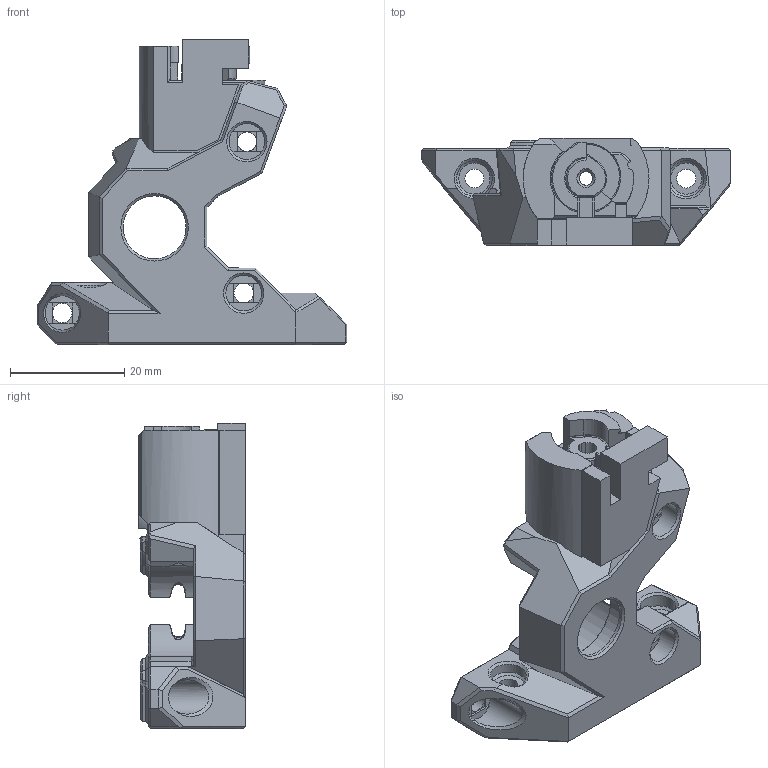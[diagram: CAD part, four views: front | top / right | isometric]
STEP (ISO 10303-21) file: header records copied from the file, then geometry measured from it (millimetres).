
FILE_DESCRIPTION(/* description */ (''),/* implementation_level */ '2;1');
FILE_NAME(/* name */ 'Wristwatch_G2 - with UBBI modeled in v6.step',/* time_stamp */ '2025-07-30T19:47:02-04:00',/* author */ (''),/* organization */ (''),/* preprocessor_version */ 'ST-DEVELOPER v20.1',/* originating_system */ 'Autodesk Translation Framework v14.10.0.0',/* authorisation */ '');
FILE_SCHEMA (('AUTOMOTIVE_DESIGN { 1 0 10303 214 3 1 1 }'));
Length unit declared in the file: millimetre
Products named in the file (4): Wristwatch_G2; Wristwatch G2; Front_Body; Front_Body_ECAS_HS
Assembly tree (3 placements, depth 4):
  Wristwatch_G2
    Wristwatch G2
      Front_Body
        Front_Body_ECAS_HS
Bounding box: 54.06 x 18.64 x 53.3 mm (x, y, z)
Volume: 16285.2 mm3; surface area: 8867.7 mm2
Topology: 2 solids, 2 shells, 435 faces, 1138 edges, 717 vertices
Faces by surface type: plane 301, cylinder 55, cone 48, bspline 16, torus 11, sphere 4
Full cylindrical faces by diameter (mm): 1.5 x1, 2.4 x2, 3 x1, 3.2 x1, 3.3 x2, 3.4 x3, 3.85 x2, 4.4 x1, 4.7 x1, 6 x1, 6.25 x4, 11 x1, 14.2 x1
Entity records: 14635 total; most frequent: CARTESIAN_POINT 3878, ORIENTED_EDGE 2272, DIRECTION 2173, EDGE_CURVE 1136, LINE 771, VECTOR 771, VERTEX_POINT 716, AXIS2_PLACEMENT_3D 701
